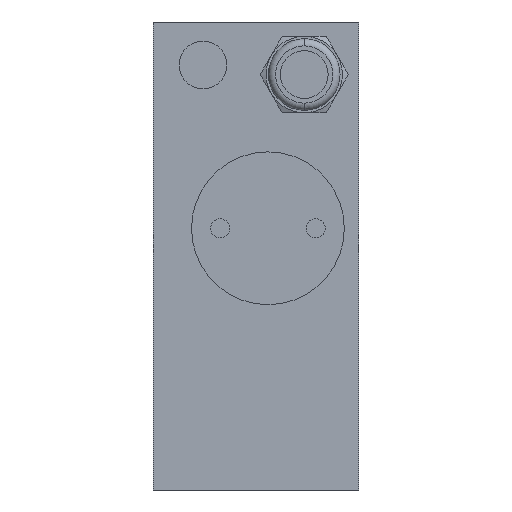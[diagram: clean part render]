
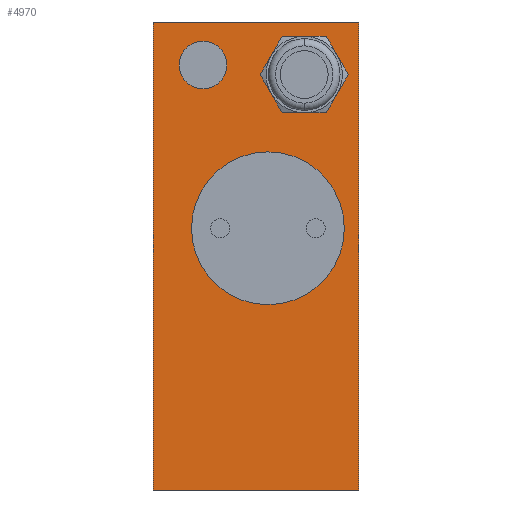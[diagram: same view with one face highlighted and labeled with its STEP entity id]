
A CAD part, left-side view. The second image highlights one B-rep face of the part: STEP entity #4970.
In plain terms, the highlighted planar face has unit normal (-1, 0, 0).
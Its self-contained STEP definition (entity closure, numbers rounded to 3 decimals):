
#25=DIRECTION('',(0.,-1.,0.));
#26=VECTOR('',#25,21.5);
#27=CARTESIAN_POINT('',(0.,21.5,0.));
#28=LINE('',#27,#26);
#535=DIRECTION('',(0.,0.,1.));
#536=VECTOR('',#535,49.);
#537=CARTESIAN_POINT('',(0.,21.5,-49.));
#538=LINE('',#537,#536);
#579=DIRECTION('',(0.,-1.,0.));
#580=VECTOR('',#579,21.5);
#581=CARTESIAN_POINT('',(0.,21.5,-49.));
#582=LINE('',#581,#580);
#583=DIRECTION('',(0.,0.,1.));
#584=VECTOR('',#583,49.);
#585=CARTESIAN_POINT('',(0.,0.,-49.));
#586=LINE('',#585,#584);
#587=CARTESIAN_POINT('',(0.,9.5,-21.6));
#588=DIRECTION('',(1.,0.,0.));
#589=DIRECTION('',(0.,0.,-1.));
#590=AXIS2_PLACEMENT_3D('',#587,#588,#589);
#592=CARTESIAN_POINT('',(0.,9.5,-21.6));
#593=DIRECTION('',(1.,0.,0.));
#594=DIRECTION('',(0.,0.,1.));
#595=AXIS2_PLACEMENT_3D('',#592,#593,#594);
#597=CARTESIAN_POINT('',(0.,16.3,-4.5));
#598=DIRECTION('',(1.,0.,0.));
#599=DIRECTION('',(0.,0.,-1.));
#600=AXIS2_PLACEMENT_3D('',#597,#598,#599);
#602=CARTESIAN_POINT('',(0.,16.3,-4.5));
#603=DIRECTION('',(1.,0.,0.));
#604=DIRECTION('',(0.,0.,1.));
#605=AXIS2_PLACEMENT_3D('',#602,#603,#604);
#607=CARTESIAN_POINT('',(0.,5.7,-5.5));
#608=DIRECTION('',(-1.,0.,0.));
#609=DIRECTION('',(0.,-0.866,0.5));
#610=AXIS2_PLACEMENT_3D('',#607,#608,#609);
#612=CARTESIAN_POINT('',(0.,5.7,-5.5));
#613=DIRECTION('',(-1.,0.,0.));
#614=DIRECTION('',(0.,0.,1.));
#615=AXIS2_PLACEMENT_3D('',#612,#613,#614);
#617=CARTESIAN_POINT('',(0.,5.7,-5.5));
#618=DIRECTION('',(-1.,0.,0.));
#619=DIRECTION('',(0.,0.866,0.5));
#620=AXIS2_PLACEMENT_3D('',#617,#618,#619);
#622=CARTESIAN_POINT('',(0.,5.7,-5.5));
#623=DIRECTION('',(-1.,0.,0.));
#624=DIRECTION('',(0.,0.866,-0.5));
#625=AXIS2_PLACEMENT_3D('',#622,#623,#624);
#627=CARTESIAN_POINT('',(0.,5.7,-5.5));
#628=DIRECTION('',(-1.,0.,0.));
#629=DIRECTION('',(0.,0.,-1.));
#630=AXIS2_PLACEMENT_3D('',#627,#628,#629);
#632=CARTESIAN_POINT('',(0.,5.7,-5.5));
#633=DIRECTION('',(-1.,0.,0.));
#634=DIRECTION('',(0.,-0.866,-0.5));
#635=AXIS2_PLACEMENT_3D('',#632,#633,#634);
#3483=CARTESIAN_POINT('',(0.,0.,-49.));
#3484=VERTEX_POINT('',#3483);
#3485=CARTESIAN_POINT('',(0.,21.5,-49.));
#3486=VERTEX_POINT('',#3485);
#3507=CARTESIAN_POINT('',(0.,0.,0.));
#3508=VERTEX_POINT('',#3507);
#3513=CARTESIAN_POINT('',(0.,21.5,0.));
#3514=VERTEX_POINT('',#3513);
#3515=CARTESIAN_POINT('',(0.,9.5,-29.6));
#3516=CARTESIAN_POINT('',(0.,9.5,-13.6));
#3517=VERTEX_POINT('',#3515);
#3518=VERTEX_POINT('',#3516);
#3519=CARTESIAN_POINT('',(0.,16.3,-7.));
#3520=CARTESIAN_POINT('',(0.,16.3,-2.));
#3521=VERTEX_POINT('',#3519);
#3522=VERTEX_POINT('',#3520);
#4385=CARTESIAN_POINT('',(0.,2.236,-3.5));
#4386=CARTESIAN_POINT('',(0.,5.7,-1.5));
#4387=VERTEX_POINT('',#4385);
#4388=VERTEX_POINT('',#4386);
#4389=CARTESIAN_POINT('',(0.,9.164,-7.5));
#4390=CARTESIAN_POINT('',(0.,5.7,-9.5));
#4391=VERTEX_POINT('',#4389);
#4392=VERTEX_POINT('',#4390);
#4393=CARTESIAN_POINT('',(0.,2.236,-7.5));
#4394=VERTEX_POINT('',#4393);
#4395=CARTESIAN_POINT('',(0.,9.164,-3.5));
#4396=VERTEX_POINT('',#4395);
#4932=CARTESIAN_POINT('',(0.,10.75,-24.5));
#4933=DIRECTION('',(1.,0.,0.));
#4934=DIRECTION('',(0.,-1.,0.));
#4935=AXIS2_PLACEMENT_3D('',#4932,#4933,#4934);
#4936=PLANE('',#4935);
#4937=ORIENTED_EDGE('',*,*,#4817,.F.);
#4938=ORIENTED_EDGE('',*,*,#4903,.T.);
#4939=ORIENTED_EDGE('',*,*,#4424,.T.);
#4941=ORIENTED_EDGE('',*,*,#4940,.F.);
#4942=EDGE_LOOP('',(#4937,#4938,#4939,#4941));
#4943=FACE_OUTER_BOUND('',#4942,.F.);
#4945=ORIENTED_EDGE('',*,*,#4944,.F.);
#4947=ORIENTED_EDGE('',*,*,#4946,.F.);
#4948=EDGE_LOOP('',(#4945,#4947));
#4949=FACE_BOUND('',#4948,.F.);
#4951=ORIENTED_EDGE('',*,*,#4950,.F.);
#4953=ORIENTED_EDGE('',*,*,#4952,.F.);
#4954=EDGE_LOOP('',(#4951,#4953));
#4955=FACE_BOUND('',#4954,.F.);
#4957=ORIENTED_EDGE('',*,*,#4956,.T.);
#4959=ORIENTED_EDGE('',*,*,#4958,.T.);
#4961=ORIENTED_EDGE('',*,*,#4960,.T.);
#4963=ORIENTED_EDGE('',*,*,#4962,.T.);
#4965=ORIENTED_EDGE('',*,*,#4964,.T.);
#4967=ORIENTED_EDGE('',*,*,#4966,.T.);
#4968=EDGE_LOOP('',(#4957,#4959,#4961,#4963,#4965,#4967));
#4969=FACE_BOUND('',#4968,.F.);
#4970=ADVANCED_FACE('',(#4943,#4949,#4955,#4969),#4936,.F.);
#591=CIRCLE('',#590,8.);
#596=CIRCLE('',#595,8.);
#601=CIRCLE('',#600,2.5);
#606=CIRCLE('',#605,2.5);
#611=CIRCLE('',#610,4.);
#616=CIRCLE('',#615,4.);
#621=CIRCLE('',#620,4.);
#626=CIRCLE('',#625,4.);
#631=CIRCLE('',#630,4.);
#636=CIRCLE('',#635,4.);
#4424=EDGE_CURVE('',#3514,#3508,#28,.T.);
#4817=EDGE_CURVE('',#3486,#3484,#582,.T.);
#4903=EDGE_CURVE('',#3486,#3514,#538,.T.);
#4940=EDGE_CURVE('',#3484,#3508,#586,.T.);
#4944=EDGE_CURVE('',#3517,#3518,#591,.T.);
#4946=EDGE_CURVE('',#3518,#3517,#596,.T.);
#4950=EDGE_CURVE('',#3521,#3522,#601,.T.);
#4952=EDGE_CURVE('',#3522,#3521,#606,.T.);
#4956=EDGE_CURVE('',#4387,#4388,#611,.T.);
#4958=EDGE_CURVE('',#4388,#4396,#616,.T.);
#4960=EDGE_CURVE('',#4396,#4391,#621,.T.);
#4962=EDGE_CURVE('',#4391,#4392,#626,.T.);
#4964=EDGE_CURVE('',#4392,#4394,#631,.T.);
#4966=EDGE_CURVE('',#4394,#4387,#636,.T.);
